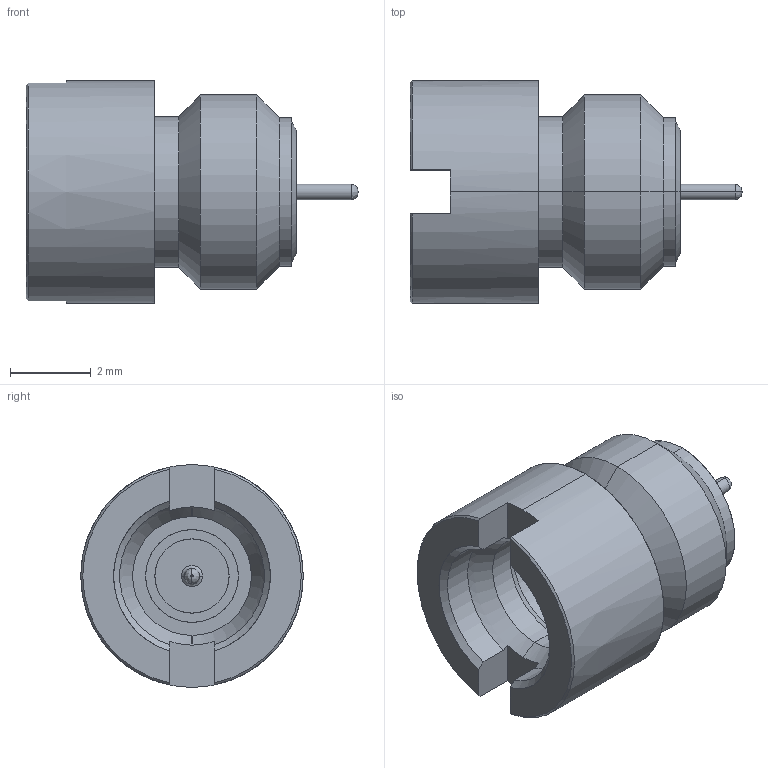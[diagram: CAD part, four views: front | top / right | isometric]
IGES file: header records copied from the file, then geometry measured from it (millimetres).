
Start section: SolidWorks IGES file using analytic representation for surfaces
Global section: file name: R222.645.050.IGS; native system: SolidWorks 2017; preprocessor: SolidWorks 2017; author: zanette_p; date: 180529.113212; units: millimetre
Bounding box: 8.24 x 5.52 x 5.52 mm (x, y, z)
Surface area: 225.6 mm2 (no closed solid volume)
Topology: 0 solids, 0 shells, 82 faces, 860 edges, 860 vertices
Faces by surface type: revolution 42, bspline 40
